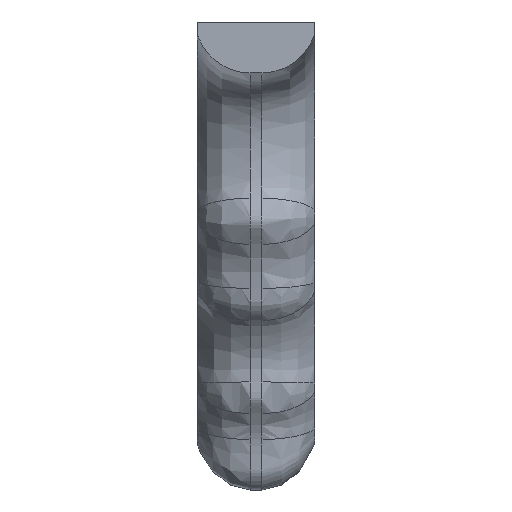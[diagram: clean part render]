
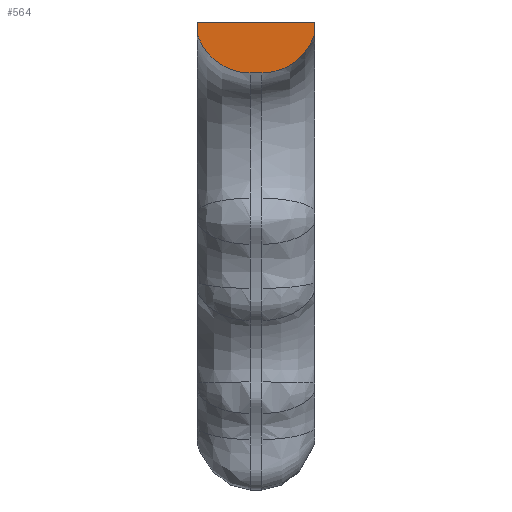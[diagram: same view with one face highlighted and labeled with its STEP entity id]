
A CAD part, top view. The second image highlights one B-rep face of the part: STEP entity #564.
In plain terms, the highlighted planar face has unit normal (0, 0, 1).
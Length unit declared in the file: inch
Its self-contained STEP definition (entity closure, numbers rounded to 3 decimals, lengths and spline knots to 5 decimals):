
#64=B_SPLINE_CURVE_WITH_KNOTS('',3,(#901,#902,#903,#904,#905,#906,#907,
#908,#909,#910),.UNSPECIFIED.,.F.,.F.,(4,2,2,2,4),(-1.51692,-1.23427,
-0.95124,-0.4788,-0.00106),
 .UNSPECIFIED.);
#65=B_SPLINE_CURVE_WITH_KNOTS('',3,(#912,#913,#914,#915,#916,#917),
 .UNSPECIFIED.,.F.,.F.,(4,2,4),(-0.31471,-0.18471,-0.05471),
 .UNSPECIFIED.);
#66=B_SPLINE_CURVE_WITH_KNOTS('',3,(#918,#919,#920,#921,#922,#923,#924,
#925,#926,#927),.UNSPECIFIED.,.F.,.F.,(4,2,2,2,4),(-1.51519,-1.22208,
-0.929,-0.46286,0.),.UNSPECIFIED.);
#131=FACE_OUTER_BOUND('',#164,.T.);
#164=EDGE_LOOP('',(#390,#391,#392,#393,#394,#395));
#195=LINE('',#650,#205);
#199=LINE('',#658,#209);
#201=LINE('',#899,#211);
#205=VECTOR('',#615,0.3937);
#209=VECTOR('',#621,0.3937);
#211=VECTOR('',#625,0.3937);
#215=VERTEX_POINT('',#648);
#216=VERTEX_POINT('',#649);
#219=VERTEX_POINT('',#657);
#233=VERTEX_POINT('',#898);
#234=VERTEX_POINT('',#900);
#235=VERTEX_POINT('',#911);
#277=EDGE_CURVE('',#215,#216,#195,.T.);
#281=EDGE_CURVE('',#215,#219,#199,.T.);
#296=EDGE_CURVE('',#233,#216,#201,.T.);
#297=EDGE_CURVE('',#234,#233,#64,.T.);
#298=EDGE_CURVE('',#235,#234,#65,.T.);
#299=EDGE_CURVE('',#219,#235,#66,.T.);
#390=ORIENTED_EDGE('',*,*,#277,.T.);
#391=ORIENTED_EDGE('',*,*,#296,.F.);
#392=ORIENTED_EDGE('',*,*,#297,.F.);
#393=ORIENTED_EDGE('',*,*,#298,.F.);
#394=ORIENTED_EDGE('',*,*,#299,.F.);
#395=ORIENTED_EDGE('',*,*,#281,.F.);
#558=PLANE('',#600);
#564=ADVANCED_FACE('',(#131),#558,.F.);
#600=AXIS2_PLACEMENT_3D('',#897,#623,#624);
#615=DIRECTION('',(-1.,0.,0.));
#621=DIRECTION('',(0.,-1.,0.));
#623=DIRECTION('center_axis',(0.,0.,-1.));
#624=DIRECTION('ref_axis',(-1.,0.,0.));
#625=DIRECTION('',(0.,1.,0.));
#648=CARTESIAN_POINT('',(0.5,-1.325,10.78825));
#649=CARTESIAN_POINT('',(-0.5,-1.325,10.78825));
#650=CARTESIAN_POINT('',(0.,-1.325,10.78825));
#657=CARTESIAN_POINT('',(0.5,-1.43027,10.78825));
#658=CARTESIAN_POINT('',(0.5,-2.64703,10.78825));
#897=CARTESIAN_POINT('Origin',(0.,-2.81296,10.78825));
#898=CARTESIAN_POINT('',(-0.5,-1.43027,10.78825));
#899=CARTESIAN_POINT('',(-0.5,-2.64703,10.78825));
#900=CARTESIAN_POINT('',(-0.05118,-1.75962,10.78825));
#901=CARTESIAN_POINT('Ctrl Pts',(-0.05118,-1.75962,
10.78825));
#902=CARTESIAN_POINT('Ctrl Pts',(-0.08826,-1.75962,
10.78825));
#903=CARTESIAN_POINT('Ctrl Pts',(-0.12519,-1.75519,10.78825));
#904=CARTESIAN_POINT('Ctrl Pts',(-0.1973,-1.73769,10.78825));
#905=CARTESIAN_POINT('Ctrl Pts',(-0.2322,-1.72466,10.78825));
#906=CARTESIAN_POINT('Ctrl Pts',(-0.3203,-1.67928,10.78825));
#907=CARTESIAN_POINT('Ctrl Pts',(-0.36923,-1.64029,10.78825));
#908=CARTESIAN_POINT('Ctrl Pts',(-0.4499,-1.54524,10.78825));
#909=CARTESIAN_POINT('Ctrl Pts',(-0.48066,-1.4899,10.78825));
#910=CARTESIAN_POINT('Ctrl Pts',(-0.5,-1.43027,10.78825));
#911=CARTESIAN_POINT('',(0.05118,-1.75962,10.78825));
#912=CARTESIAN_POINT('Ctrl Pts',(0.05118,-1.75962,10.78825));
#913=CARTESIAN_POINT('Ctrl Pts',(0.03412,-1.75962,10.78825));
#914=CARTESIAN_POINT('Ctrl Pts',(0.01706,-1.75962,10.78825));
#915=CARTESIAN_POINT('Ctrl Pts',(-0.01706,-1.75962,
10.78825));
#916=CARTESIAN_POINT('Ctrl Pts',(-0.03412,-1.75962,
10.78825));
#917=CARTESIAN_POINT('Ctrl Pts',(-0.05118,-1.75962,
10.78825));
#918=CARTESIAN_POINT('Ctrl Pts',(0.5,-1.43027,10.78825));
#919=CARTESIAN_POINT('Ctrl Pts',(0.48813,-1.46687,10.78825));
#920=CARTESIAN_POINT('Ctrl Pts',(0.47193,-1.50193,10.78825));
#921=CARTESIAN_POINT('Ctrl Pts',(0.43152,-1.56742,10.78825));
#922=CARTESIAN_POINT('Ctrl Pts',(0.40745,-1.59762,10.78825));
#923=CARTESIAN_POINT('Ctrl Pts',(0.33636,-1.66747,10.78825));
#924=CARTESIAN_POINT('Ctrl Pts',(0.28486,-1.70151,10.78825));
#925=CARTESIAN_POINT('Ctrl Pts',(0.17204,-1.74774,10.78825));
#926=CARTESIAN_POINT('Ctrl Pts',(0.11192,-1.75962,10.78825));
#927=CARTESIAN_POINT('Ctrl Pts',(0.05118,-1.75962,10.78825));
